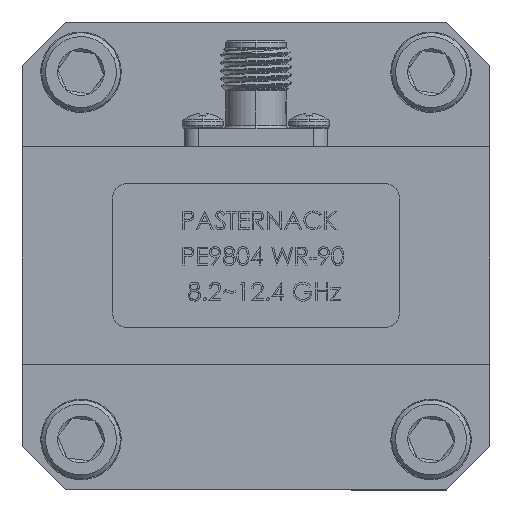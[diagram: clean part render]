
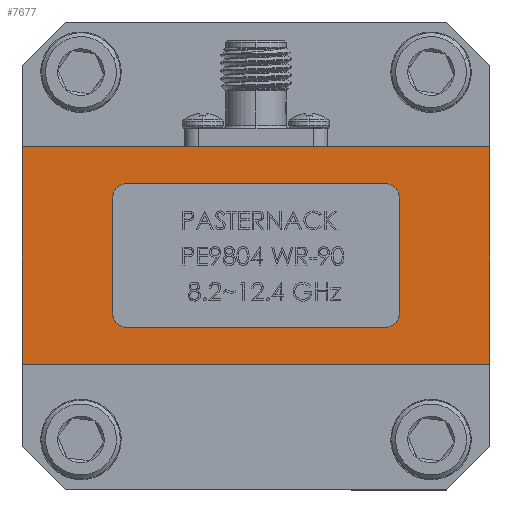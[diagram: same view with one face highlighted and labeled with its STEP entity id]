
A CAD part, top view. The second image highlights one B-rep face of the part: STEP entity #7677.
In plain terms, the highlighted face is planar.
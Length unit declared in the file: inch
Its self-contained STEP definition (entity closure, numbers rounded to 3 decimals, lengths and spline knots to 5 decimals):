
#56 = LINE ( 'NONE', #25160, #5414 ) ;
#125 = DIRECTION ( 'NONE',  ( 0., 1., 0. ) ) ;
#136 = EDGE_CURVE ( 'NONE', #523, #2882, #9791, .T. ) ;
#523 = VERTEX_POINT ( 'NONE', #8516 ) ;
#651 = DIRECTION ( 'NONE',  ( 0., -1., 0. ) ) ;
#793 = EDGE_CURVE ( 'NONE', #28128, #8695, #56, .T. ) ;
#920 = CARTESIAN_POINT ( 'NONE',  ( 0.45, -0.25, -1. ) ) ;
#926 = DIRECTION ( 'NONE',  ( 1., 0., 0. ) ) ;
#1140 = DIRECTION ( 'NONE',  ( 1., 0., 0. ) ) ;
#1327 = VERTEX_POINT ( 'NONE', #24982 ) ;
#1552 = EDGE_CURVE ( 'NONE', #17846, #1327, #17926, .T. ) ;
#1663 = ORIENTED_EDGE ( 'NONE', *, *, #21317, .F. ) ;
#1903 = VECTOR ( 'NONE', #21442, 39.37008 ) ;
#2113 = CARTESIAN_POINT ( 'NONE',  ( 1.89549, 0.379, -1. ) ) ;
#2231 = VECTOR ( 'NONE', #13431, 39.37008 ) ;
#2571 = VERTEX_POINT ( 'NONE', #12391 ) ;
#2882 = VERTEX_POINT ( 'NONE', #12269 ) ;
#3606 = DIRECTION ( 'NONE',  ( 0., 0., -1. ) ) ;
#4797 = CARTESIAN_POINT ( 'NONE',  ( -0.815, 0.379, -1. ) ) ;
#5182 = CARTESIAN_POINT ( 'NONE',  ( -0.815, -0.379, -1. ) ) ;
#5234 = AXIS2_PLACEMENT_3D ( 'NONE', #28731, #3606, #21651 ) ;
#5414 = VECTOR ( 'NONE', #125, 39.37008 ) ;
#5498 = ORIENTED_EDGE ( 'NONE', *, *, #793, .F. ) ;
#5508 = LINE ( 'NONE', #11848, #20632 ) ;
#5723 = ORIENTED_EDGE ( 'NONE', *, *, #18192, .F. ) ;
#6532 = AXIS2_PLACEMENT_3D ( 'NONE', #13488, #20423, #29604 ) ;
#6543 = DIRECTION ( 'NONE',  ( 1., 0., 0. ) ) ;
#6833 = EDGE_CURVE ( 'NONE', #2882, #2571, #7994, .T. ) ;
#7677 = ADVANCED_FACE ( 'NONE', ( #24873, #7924 ), #19016, .F. ) ;
#7924 = FACE_BOUND ( 'NONE', #13912, .T. ) ;
#7930 = CARTESIAN_POINT ( 'NONE',  ( -0.45, -0.2, -1. ) ) ;
#7941 = EDGE_CURVE ( 'NONE', #25660, #523, #23763, .T. ) ;
#7994 = LINE ( 'NONE', #19142, #1903 ) ;
#8247 = CARTESIAN_POINT ( 'NONE',  ( 0.45, -0.2, -1. ) ) ;
#8516 = CARTESIAN_POINT ( 'NONE',  ( 0.45, 0.25, -1. ) ) ;
#8672 = CARTESIAN_POINT ( 'NONE',  ( 1.89549, -0.379, -1. ) ) ;
#8695 = VERTEX_POINT ( 'NONE', #16148 ) ;
#8723 = VERTEX_POINT ( 'NONE', #4797 ) ;
#9293 = EDGE_CURVE ( 'NONE', #8695, #8723, #25887, .T. ) ;
#9791 = CIRCLE ( 'NONE', #6532, 0.05 ) ;
#11848 = CARTESIAN_POINT ( 'NONE',  ( 0.45, -0.25, -1. ) ) ;
#11873 = LINE ( 'NONE', #27504, #25579 ) ;
#12269 = CARTESIAN_POINT ( 'NONE',  ( 0.5, 0.2, -1. ) ) ;
#12391 = CARTESIAN_POINT ( 'NONE',  ( 0.5, -0.2, -1. ) ) ;
#12436 = EDGE_CURVE ( 'NONE', #27728, #17846, #5508, .T. ) ;
#12491 = LINE ( 'NONE', #8672, #19665 ) ;
#12875 = DIRECTION ( 'NONE',  ( 0., 0., -1. ) ) ;
#13203 = DIRECTION ( 'NONE',  ( -1., 0., 0. ) ) ;
#13431 = DIRECTION ( 'NONE',  ( 0., 1., 0. ) ) ;
#13488 = CARTESIAN_POINT ( 'NONE',  ( 0.45, 0.2, -1. ) ) ;
#13598 = CARTESIAN_POINT ( 'NONE',  ( 1.89549, 0.379, -1. ) ) ;
#13912 = EDGE_LOOP ( 'NONE', ( #1663, #18308, #14528, #16486, #5723, #26964, #18500, #13993 ) ) ;
#13993 = ORIENTED_EDGE ( 'NONE', *, *, #7941, .F. ) ;
#14528 = ORIENTED_EDGE ( 'NONE', *, *, #1552, .F. ) ;
#14665 = DIRECTION ( 'NONE',  ( 0., 0., -1. ) ) ;
#14972 = VERTEX_POINT ( 'NONE', #21816 ) ;
#16148 = CARTESIAN_POINT ( 'NONE',  ( 0.815, 0.379, -1. ) ) ;
#16297 = AXIS2_PLACEMENT_3D ( 'NONE', #13598, #29820, #651 ) ;
#16486 = ORIENTED_EDGE ( 'NONE', *, *, #12436, .F. ) ;
#17061 = CIRCLE ( 'NONE', #20779, 0.05 ) ;
#17130 = ORIENTED_EDGE ( 'NONE', *, *, #17220, .T. ) ;
#17220 = EDGE_CURVE ( 'NONE', #28128, #21287, #12491, .T. ) ;
#17310 = LINE ( 'NONE', #19968, #2231 ) ;
#17801 = CARTESIAN_POINT ( 'NONE',  ( -0.45, -0.25, -1. ) ) ;
#17846 = VERTEX_POINT ( 'NONE', #17801 ) ;
#17851 = DIRECTION ( 'NONE',  ( -1., 0., 0. ) ) ;
#17926 = CIRCLE ( 'NONE', #20219, 0.05 ) ;
#18087 = DIRECTION ( 'NONE',  ( 0., 1., 0. ) ) ;
#18192 = EDGE_CURVE ( 'NONE', #2571, #27728, #17061, .T. ) ;
#18308 = ORIENTED_EDGE ( 'NONE', *, *, #28672, .F. ) ;
#18500 = ORIENTED_EDGE ( 'NONE', *, *, #136, .F. ) ;
#19016 = PLANE ( 'NONE',  #16297 ) ;
#19142 = CARTESIAN_POINT ( 'NONE',  ( 0.5, -0.2, -1. ) ) ;
#19665 = VECTOR ( 'NONE', #13203, 39.37008 ) ;
#19704 = CIRCLE ( 'NONE', #5234, 0.05 ) ;
#19968 = CARTESIAN_POINT ( 'NONE',  ( -0.5, -0.2, -1. ) ) ;
#20016 = ORIENTED_EDGE ( 'NONE', *, *, #29640, .T. ) ;
#20219 = AXIS2_PLACEMENT_3D ( 'NONE', #7930, #14665, #926 ) ;
#20423 = DIRECTION ( 'NONE',  ( 0., 0., -1. ) ) ;
#20632 = VECTOR ( 'NONE', #25352, 39.37008 ) ;
#20779 = AXIS2_PLACEMENT_3D ( 'NONE', #8247, #12875, #1140 ) ;
#21171 = CARTESIAN_POINT ( 'NONE',  ( 0.815, -0.379, -1. ) ) ;
#21287 = VERTEX_POINT ( 'NONE', #5182 ) ;
#21317 = EDGE_CURVE ( 'NONE', #14972, #25660, #19704, .T. ) ;
#21442 = DIRECTION ( 'NONE',  ( 0., -1., 0. ) ) ;
#21651 = DIRECTION ( 'NONE',  ( 1., 0., 0. ) ) ;
#21816 = CARTESIAN_POINT ( 'NONE',  ( -0.5, 0.2, -1. ) ) ;
#22831 = CARTESIAN_POINT ( 'NONE',  ( 0.45, 0.25, -1. ) ) ;
#23763 = LINE ( 'NONE', #22831, #28454 ) ;
#24873 = FACE_OUTER_BOUND ( 'NONE', #27257, .T. ) ;
#24982 = CARTESIAN_POINT ( 'NONE',  ( -0.5, -0.2, -1. ) ) ;
#25160 = CARTESIAN_POINT ( 'NONE',  ( 0.815, 0.379, -1. ) ) ;
#25352 = DIRECTION ( 'NONE',  ( -1., 0., 0. ) ) ;
#25579 = VECTOR ( 'NONE', #18087, 39.37008 ) ;
#25660 = VERTEX_POINT ( 'NONE', #25883 ) ;
#25883 = CARTESIAN_POINT ( 'NONE',  ( -0.45, 0.25, -1. ) ) ;
#25887 = LINE ( 'NONE', #2113, #26627 ) ;
#26627 = VECTOR ( 'NONE', #17851, 39.37008 ) ;
#26964 = ORIENTED_EDGE ( 'NONE', *, *, #6833, .F. ) ;
#27257 = EDGE_LOOP ( 'NONE', ( #5498, #17130, #20016, #28438 ) ) ;
#27504 = CARTESIAN_POINT ( 'NONE',  ( -0.815, 0.379, -1. ) ) ;
#27728 = VERTEX_POINT ( 'NONE', #920 ) ;
#28128 = VERTEX_POINT ( 'NONE', #21171 ) ;
#28438 = ORIENTED_EDGE ( 'NONE', *, *, #9293, .F. ) ;
#28454 = VECTOR ( 'NONE', #6543, 39.37008 ) ;
#28672 = EDGE_CURVE ( 'NONE', #1327, #14972, #17310, .T. ) ;
#28731 = CARTESIAN_POINT ( 'NONE',  ( -0.45, 0.2, -1. ) ) ;
#29604 = DIRECTION ( 'NONE',  ( 1., 0., 0. ) ) ;
#29640 = EDGE_CURVE ( 'NONE', #21287, #8723, #11873, .T. ) ;
#29820 = DIRECTION ( 'NONE',  ( 0., 0., 1. ) ) ;
